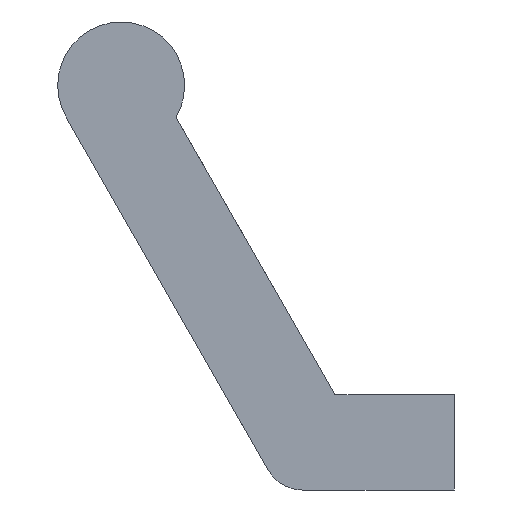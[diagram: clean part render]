
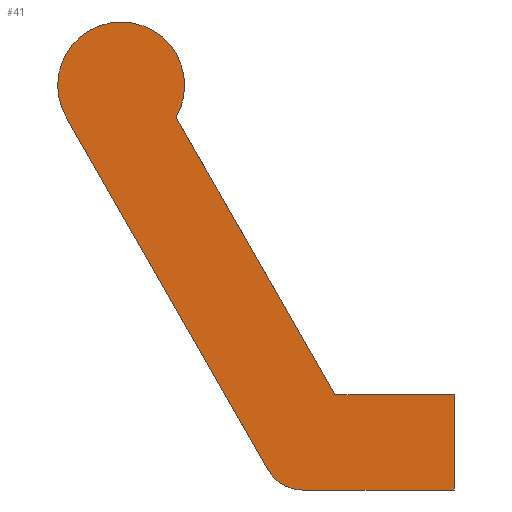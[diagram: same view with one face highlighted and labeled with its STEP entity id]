
A CAD part, left-side view. The second image highlights one B-rep face of the part: STEP entity #41.
In plain terms, the highlighted planar face has unit normal (-1, 0, 0).
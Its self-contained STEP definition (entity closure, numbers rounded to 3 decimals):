
#41 = ADVANCED_FACE( '', ( #92 ), #93, .F. );
#92 = FACE_OUTER_BOUND( '', #160, .T. );
#93 = PLANE( '', #161 );
#160 = EDGE_LOOP( '', ( #222, #223, #224, #225, #226, #227, #228 ) );
#161 = AXIS2_PLACEMENT_3D( '', #229, #230, #231 );
#222 = ORIENTED_EDGE( '', *, *, #368, .F. );
#223 = ORIENTED_EDGE( '', *, *, #369, .F. );
#224 = ORIENTED_EDGE( '', *, *, #370, .F. );
#225 = ORIENTED_EDGE( '', *, *, #371, .F. );
#226 = ORIENTED_EDGE( '', *, *, #372, .F. );
#227 = ORIENTED_EDGE( '', *, *, #373, .F. );
#228 = ORIENTED_EDGE( '', *, *, #374, .F. );
#229 = CARTESIAN_POINT( '', ( 0., 42., 45. ) );
#230 = DIRECTION( '', ( 1., 0., 0. ) );
#231 = DIRECTION( '', ( 0., 0., -1. ) );
#368 = EDGE_CURVE( '', #424, #425, #426, .T. );
#369 = EDGE_CURVE( '', #427, #424, #428, .T. );
#370 = EDGE_CURVE( '', #429, #427, #430, .T. );
#371 = EDGE_CURVE( '', #431, #429, #432, .T. );
#372 = EDGE_CURVE( '', #433, #431, #434, .T. );
#373 = EDGE_CURVE( '', #435, #433, #436, .T. );
#374 = EDGE_CURVE( '', #425, #435, #437, .T. );
#424 = VERTEX_POINT( '', #508 );
#425 = VERTEX_POINT( '', #509 );
#426 = LINE( '', #510, #511 );
#427 = VERTEX_POINT( '', #512 );
#428 = CIRCLE( '', #513, 5. );
#429 = VERTEX_POINT( '', #514 );
#430 = LINE( '', #515, #516 );
#431 = VERTEX_POINT( '', #517 );
#432 = LINE( '', #518, #519 );
#433 = VERTEX_POINT( '', #520 );
#434 = LINE( '', #521, #522 );
#435 = VERTEX_POINT( '', #523 );
#436 = LINE( '', #524, #525 );
#437 = CIRCLE( '', #526, 8. );
#508 = CARTESIAN_POINT( '', ( 0., 23.441, -3.486 ) );
#509 = CARTESIAN_POINT( '', ( 0., 48.941, 41.023 ) );
#510 = CARTESIAN_POINT( '', ( 0., 23.441, -3.486 ) );
#511 = VECTOR( '', #616, 1000. );
#512 = CARTESIAN_POINT( '', ( 0., 19.102, -6. ) );
#513 = AXIS2_PLACEMENT_3D( '', #617, #618, #619 );
#514 = CARTESIAN_POINT( '', ( 0., 0., -6. ) );
#515 = CARTESIAN_POINT( '', ( 0., 0., -6. ) );
#516 = VECTOR( '', #620, 1000. );
#517 = CARTESIAN_POINT( '', ( 0., 0., 6. ) );
#518 = CARTESIAN_POINT( '', ( 0., 0., 6. ) );
#519 = VECTOR( '', #621, 1000. );
#520 = CARTESIAN_POINT( '', ( 0., 15.045, 6. ) );
#521 = CARTESIAN_POINT( '', ( 0., 15.045, 6. ) );
#522 = VECTOR( '', #622, 1000. );
#523 = CARTESIAN_POINT( '', ( 0., 35.085, 40.977 ) );
#524 = CARTESIAN_POINT( '', ( 0., 35.085, 40.977 ) );
#525 = VECTOR( '', #623, 1000. );
#526 = AXIS2_PLACEMENT_3D( '', #624, #625, #626 );
#616 = DIRECTION( '', ( 0., 0.497, 0.868 ) );
#617 = CARTESIAN_POINT( '', ( 0., 19.102, -1. ) );
#618 = DIRECTION( '', ( 1., 0., 0. ) );
#619 = DIRECTION( '', ( 0., 0., -1. ) );
#620 = DIRECTION( '', ( 0., 1., 0. ) );
#621 = DIRECTION( '', ( 0., 0., -1. ) );
#622 = DIRECTION( '', ( 0., -1., 0. ) );
#623 = DIRECTION( '', ( 0., -0.497, -0.868 ) );
#624 = CARTESIAN_POINT( '', ( 0., 42., 45. ) );
#625 = DIRECTION( '', ( 1., 0., 0. ) );
#626 = DIRECTION( '', ( 0., 0., -1. ) );
